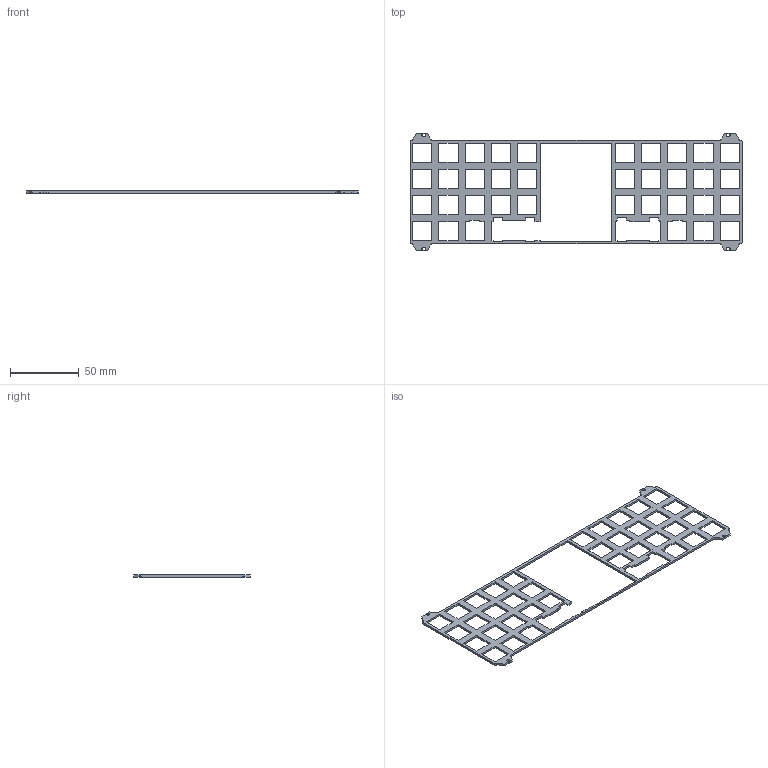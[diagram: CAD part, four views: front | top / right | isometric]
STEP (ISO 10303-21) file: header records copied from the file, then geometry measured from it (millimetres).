
FILE_DESCRIPTION(/* description */ (''),/* implementation_level */ '2;1');
FILE_NAME(/* name */ 'Legend v44.step',/* time_stamp */ '2024-02-13T14:24:57-08:00',/* author */ (''),/* organization */ (''),/* preprocessor_version */ 'ST-DEVELOPER v20',/* originating_system */ 'Autodesk Translation Framework v12.20.1.177',/* authorisation */ '');
FILE_SCHEMA (('AUTOMOTIVE_DESIGN { 1 0 10303 214 3 1 1 }'));
Length unit declared in the file: millimetre
Products named in the file (1): Legend
Bounding box: 241.84 x 85.15 x 1.5 mm (x, y, z)
Volume: 9707.1 mm3; surface area: 17658.9 mm2
Topology: 1 solids, 1 shells, 252 faces, 750 edges, 500 vertices
Faces by surface type: plane 236, cylinder 16
Entity records: 8515 total; most frequent: CARTESIAN_POINT 1503, ORIENTED_EDGE 1500, DIRECTION 1288, EDGE_CURVE 750, LINE 718, VECTOR 718, VERTEX_POINT 500, EDGE_LOOP 328
